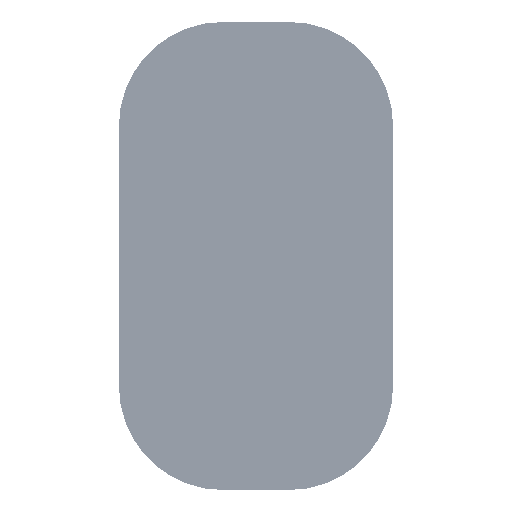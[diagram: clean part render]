
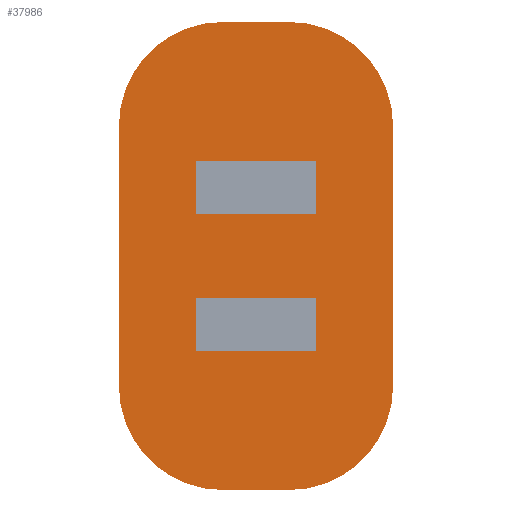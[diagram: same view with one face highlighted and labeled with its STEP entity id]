
A CAD part, front view. The second image highlights one B-rep face of the part: STEP entity #37986.
In plain terms, the highlighted planar face has unit normal (0, -1, 0).
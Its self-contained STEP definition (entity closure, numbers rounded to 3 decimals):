
#779 = ORIENTED_EDGE ( 'NONE', *, *, #27854, .F. ) ;
#1929 = CIRCLE ( 'NONE', #15183, 1550. ) ;
#2260 = CIRCLE ( 'NONE', #18390, 1550. ) ;
#2703 = AXIS2_PLACEMENT_3D ( 'NONE', #14673, #18843, #47933 ) ;
#2739 = AXIS2_PLACEMENT_3D ( 'NONE', #7759, #36809, #11949 ) ;
#6929 = ORIENTED_EDGE ( 'NONE', *, *, #31744, .F. ) ;
#7759 = CARTESIAN_POINT ( 'NONE',  ( 500., 0., -1950. ) ) ;
#8853 = ORIENTED_EDGE ( 'NONE', *, *, #13832, .F. ) ;
#8931 = CARTESIAN_POINT ( 'NONE',  ( 500., 0., -3500. ) ) ;
#9214 = LINE ( 'NONE', #45285, #41078 ) ;
#10839 = AXIS2_PLACEMENT_3D ( 'NONE', #42663, #17761, #46846 ) ;
#11949 = DIRECTION ( 'NONE',  ( 0., 0., -1. ) ) ;
#11981 = DIRECTION ( 'NONE',  ( 0., 0., 1. ) ) ;
#11984 = DIRECTION ( 'NONE',  ( 1., 0., 0. ) ) ;
#13832 = EDGE_CURVE ( 'NONE', #29406, #19033, #2260, .T. ) ;
#14321 = VECTOR ( 'NONE', #11984, 1000. ) ;
#14673 = CARTESIAN_POINT ( 'NONE',  ( 500., 0., 1950. ) ) ;
#15183 = AXIS2_PLACEMENT_3D ( 'NONE', #24250, #53336, #28438 ) ;
#16236 = ORIENTED_EDGE ( 'NONE', *, *, #33653, .F. ) ;
#17666 = ORIENTED_EDGE ( 'NONE', *, *, #19127, .F. ) ;
#17761 = DIRECTION ( 'NONE',  ( 0., 1., 0. ) ) ;
#18390 = AXIS2_PLACEMENT_3D ( 'NONE', #48801, #23900, #52983 ) ;
#18843 = DIRECTION ( 'NONE',  ( 0., -1., 0. ) ) ;
#19033 = VERTEX_POINT ( 'NONE', #52507 ) ;
#19127 = EDGE_CURVE ( 'NONE', #52320, #25415, #22264, .T. ) ;
#19895 = VERTEX_POINT ( 'NONE', #39113 ) ;
#20523 = LINE ( 'NONE', #35056, #52398 ) ;
#22101 = CARTESIAN_POINT ( 'NONE',  ( 2050., 0., 1950. ) ) ;
#22264 = CIRCLE ( 'NONE', #2739, 1550. ) ;
#23900 = DIRECTION ( 'NONE',  ( 0., 1., 0. ) ) ;
#23936 = ORIENTED_EDGE ( 'NONE', *, *, #41266, .F. ) ;
#24168 = CARTESIAN_POINT ( 'NONE',  ( 500., 0., 3500. ) ) ;
#24250 = CARTESIAN_POINT ( 'NONE',  ( -500., 0., 1950. ) ) ;
#25368 = LINE ( 'NONE', #24168, #14321 ) ;
#25415 = VERTEX_POINT ( 'NONE', #29052 ) ;
#27659 = CIRCLE ( 'NONE', #10839, 1550. ) ;
#27714 = EDGE_CURVE ( 'NONE', #25415, #29406, #30953, .T. ) ;
#27854 = EDGE_CURVE ( 'NONE', #52328, #52320, #20523, .T. ) ;
#28438 = DIRECTION ( 'NONE',  ( 0., 0., 1. ) ) ;
#29052 = CARTESIAN_POINT ( 'NONE',  ( 500., 0., -3500. ) ) ;
#29406 = VERTEX_POINT ( 'NONE', #50598 ) ;
#30917 = DIRECTION ( 'NONE',  ( 0., 0., -1. ) ) ;
#30953 = LINE ( 'NONE', #8931, #40675 ) ;
#31744 = EDGE_CURVE ( 'NONE', #43285, #52328, #27659, .T. ) ;
#32457 = ORIENTED_EDGE ( 'NONE', *, *, #27714, .F. ) ;
#33653 = EDGE_CURVE ( 'NONE', #19033, #19895, #9214, .T. ) ;
#34789 = EDGE_CURVE ( 'NONE', #19895, #50600, #1929, .T. ) ;
#35056 = CARTESIAN_POINT ( 'NONE',  ( 2050., 0., 1950. ) ) ;
#35951 = CARTESIAN_POINT ( 'NONE',  ( 500., 0., 3500. ) ) ;
#36809 = DIRECTION ( 'NONE',  ( 0., 1., 0. ) ) ;
#37986 = ADVANCED_FACE ( 'NONE', ( #41905 ), #39556, .T. ) ;
#39113 = CARTESIAN_POINT ( 'NONE',  ( -2050., 0., 1950. ) ) ;
#39556 = PLANE ( 'NONE',  #2703 ) ;
#40675 = VECTOR ( 'NONE', #50587, 1000. ) ;
#41078 = VECTOR ( 'NONE', #11981, 1000. ) ;
#41266 = EDGE_CURVE ( 'NONE', #50600, #43285, #25368, .T. ) ;
#41905 = FACE_OUTER_BOUND ( 'NONE', #49729, .T. ) ;
#42655 = CARTESIAN_POINT ( 'NONE',  ( 2050., 0., -1950. ) ) ;
#42663 = CARTESIAN_POINT ( 'NONE',  ( 500., 0., 1950. ) ) ;
#43285 = VERTEX_POINT ( 'NONE', #35951 ) ;
#45285 = CARTESIAN_POINT ( 'NONE',  ( -2050., 0., 1950. ) ) ;
#45969 = CARTESIAN_POINT ( 'NONE',  ( -500., 0., 3500. ) ) ;
#46846 = DIRECTION ( 'NONE',  ( 0., 0., -1. ) ) ;
#47933 = DIRECTION ( 'NONE',  ( 0., 0., -1. ) ) ;
#48801 = CARTESIAN_POINT ( 'NONE',  ( -500., 0., -1950. ) ) ;
#49729 = EDGE_LOOP ( 'NONE', ( #6929, #23936, #49796, #16236, #8853, #32457, #17666, #779 ) ) ;
#49796 = ORIENTED_EDGE ( 'NONE', *, *, #34789, .F. ) ;
#50587 = DIRECTION ( 'NONE',  ( -1., 0., 0. ) ) ;
#50598 = CARTESIAN_POINT ( 'NONE',  ( -500., 0., -3500. ) ) ;
#50600 = VERTEX_POINT ( 'NONE', #45969 ) ;
#52320 = VERTEX_POINT ( 'NONE', #42655 ) ;
#52328 = VERTEX_POINT ( 'NONE', #22101 ) ;
#52398 = VECTOR ( 'NONE', #30917, 1000. ) ;
#52507 = CARTESIAN_POINT ( 'NONE',  ( -2050., 0., -1950. ) ) ;
#52983 = DIRECTION ( 'NONE',  ( 0., 0., 1. ) ) ;
#53336 = DIRECTION ( 'NONE',  ( 0., 1., 0. ) ) ;
